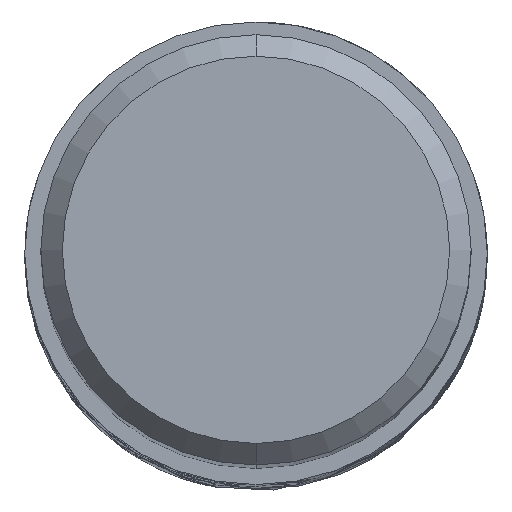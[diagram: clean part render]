
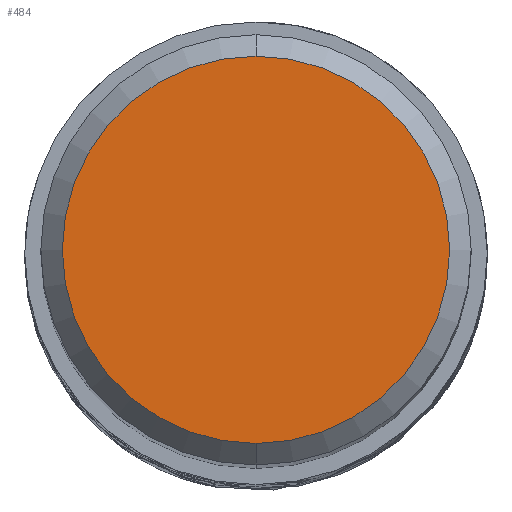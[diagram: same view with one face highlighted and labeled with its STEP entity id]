
A CAD part, top view. The second image highlights one B-rep face of the part: STEP entity #484.
In plain terms, the highlighted planar face has unit normal (0, 0, 1).
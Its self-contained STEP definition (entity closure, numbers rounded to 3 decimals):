
#484=ADVANCED_FACE('',(#1087),#1088,.T.);
#518=EDGE_CURVE('',#850,#818,#1125,.T.);
#762=EDGE_CURVE('',#818,#850,#1391,.T.);
#818=VERTEX_POINT('',#1452);
#850=VERTEX_POINT('',#1490);
#1087=FACE_OUTER_BOUND('',#2235,.T.);
#1088=PLANE('',#2236);
#1125=CIRCLE('',#2341,5.4);
#1391=CIRCLE('',#6108,5.4);
#1452=CARTESIAN_POINT('',(0.,-5.4,0.0));
#1490=CARTESIAN_POINT('',(0.0,5.4,0.0));
#2235=EDGE_LOOP('',(#9252,#9253));
#2236=AXIS2_PLACEMENT_3D('',#9254,#9255,#9256);
#2341=AXIS2_PLACEMENT_3D('',#9288,#9289,#9290);
#6108=AXIS2_PLACEMENT_3D('',#9569,#9570,#9571);
#9252=ORIENTED_EDGE('',*,*,#518,.F.);
#9253=ORIENTED_EDGE('',*,*,#762,.F.);
#9254=CARTESIAN_POINT('',(0.0,2.7,0.0));
#9255=DIRECTION('',(-0.0,0.0,1.0));
#9256=DIRECTION('',(0.0,-1.0,0.0));
#9288=CARTESIAN_POINT('',(0.0,0.0,0.0));
#9289=DIRECTION('',(0.0,0.0,-1.0));
#9290=DIRECTION('',(0.0,1.0,0.0));
#9569=CARTESIAN_POINT('',(0.0,0.0,0.0));
#9570=DIRECTION('',(0.0,0.0,-1.0));
#9571=DIRECTION('',(0.0,1.0,0.0));
